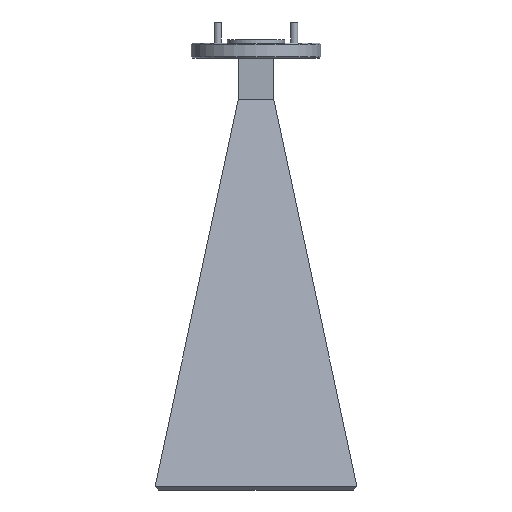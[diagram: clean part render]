
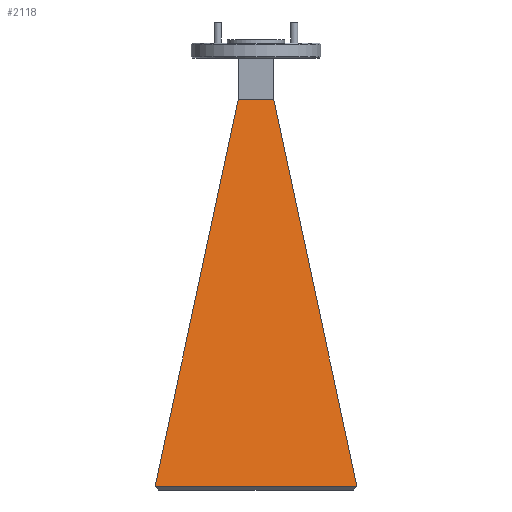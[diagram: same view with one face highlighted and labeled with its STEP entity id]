
A CAD part, front view. The second image highlights one B-rep face of the part: STEP entity #2118.
In plain terms, the highlighted planar face has unit normal (0, -0.984, 0.177).
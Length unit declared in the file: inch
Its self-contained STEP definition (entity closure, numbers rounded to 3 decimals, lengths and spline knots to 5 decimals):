
#109 = PLANE ( 'NONE',  #1228 ) ;
#139 = EDGE_CURVE ( 'NONE', #2076, #1282, #677, .T. ) ;
#424 = VECTOR ( 'NONE', #1374, 39.37008 ) ;
#430 = DIRECTION ( 'NONE',  ( -0.207, -0.173, -0.963 ) ) ;
#525 = DIRECTION ( 'NONE',  ( 1., 0., 0. ) ) ;
#569 = EDGE_LOOP ( 'NONE', ( #1787, #1485, #1898, #2264 ) ) ;
#630 = VECTOR ( 'NONE', #820, 39.37008 ) ;
#657 = CARTESIAN_POINT ( 'NONE',  ( 0., -0.01267, 0.00228 ) ) ;
#677 = LINE ( 'NONE', #736, #1910 ) ;
#697 = CARTESIAN_POINT ( 'NONE',  ( 0.154, -0.107, -0.522 ) ) ;
#736 = CARTESIAN_POINT ( 'NONE',  ( 0., -0.7094, -3.87 ) ) ;
#820 = DIRECTION ( 'NONE',  ( -1., 0., 0. ) ) ;
#862 = LINE ( 'NONE', #996, #1423 ) ;
#893 = LINE ( 'NONE', #2068, #630 ) ;
#941 = CARTESIAN_POINT ( 'NONE',  ( -0.154, -0.107, -0.522 ) ) ;
#976 = LINE ( 'NONE', #1518, #424 ) ;
#996 = CARTESIAN_POINT ( 'NONE',  ( -0.154, -0.107, -0.522 ) ) ;
#1217 = DIRECTION ( 'NONE',  ( 0., -0.984, 0.177 ) ) ;
#1228 = AXIS2_PLACEMENT_3D ( 'NONE', #657, #1217, #1577 ) ;
#1282 = VERTEX_POINT ( 'NONE', #1394 ) ;
#1374 = DIRECTION ( 'NONE',  ( 0.207, -0.173, -0.963 ) ) ;
#1394 = CARTESIAN_POINT ( 'NONE',  ( 0.8747, -0.7094, -3.87 ) ) ;
#1423 = VECTOR ( 'NONE', #430, 39.37008 ) ;
#1485 = ORIENTED_EDGE ( 'NONE', *, *, #139, .T. ) ;
#1518 = CARTESIAN_POINT ( 'NONE',  ( 0.154, -0.107, -0.522 ) ) ;
#1577 = DIRECTION ( 'NONE',  ( 0., -0.177, -0.984 ) ) ;
#1610 = EDGE_CURVE ( 'NONE', #2156, #1756, #893, .T. ) ;
#1756 = VERTEX_POINT ( 'NONE', #941 ) ;
#1787 = ORIENTED_EDGE ( 'NONE', *, *, #1999, .T. ) ;
#1871 = FACE_OUTER_BOUND ( 'NONE', #569, .T. ) ;
#1898 = ORIENTED_EDGE ( 'NONE', *, *, #1994, .F. ) ;
#1910 = VECTOR ( 'NONE', #525, 39.37008 ) ;
#1994 = EDGE_CURVE ( 'NONE', #2156, #1282, #976, .T. ) ;
#1999 = EDGE_CURVE ( 'NONE', #1756, #2076, #862, .T. ) ;
#2068 = CARTESIAN_POINT ( 'NONE',  ( 0., -0.107, -0.522 ) ) ;
#2076 = VERTEX_POINT ( 'NONE', #2255 ) ;
#2118 = ADVANCED_FACE ( 'NONE', ( #1871 ), #109, .T. ) ;
#2156 = VERTEX_POINT ( 'NONE', #697 ) ;
#2255 = CARTESIAN_POINT ( 'NONE',  ( -0.8747, -0.7094, -3.87 ) ) ;
#2264 = ORIENTED_EDGE ( 'NONE', *, *, #1610, .T. ) ;
